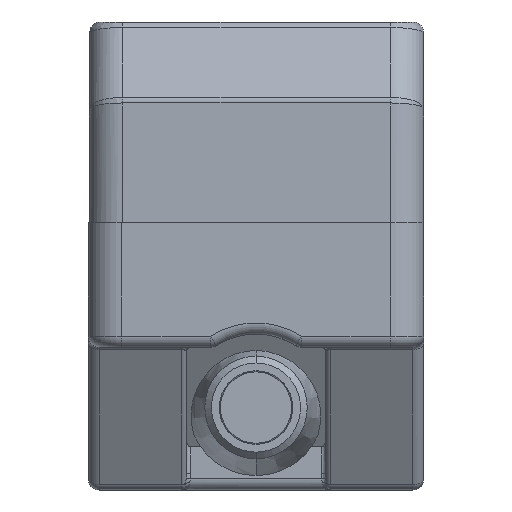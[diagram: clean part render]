
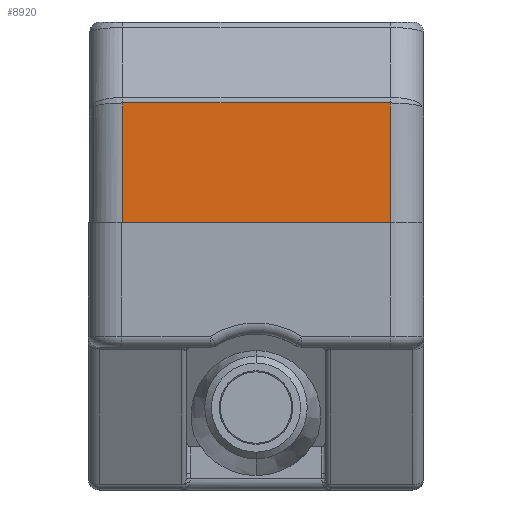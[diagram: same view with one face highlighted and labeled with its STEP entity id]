
A CAD part, front view. The second image highlights one B-rep face of the part: STEP entity #8920.
In plain terms, the highlighted planar face has unit normal (0, -1, 0).
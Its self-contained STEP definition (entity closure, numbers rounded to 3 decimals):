
#569=DIRECTION('',(0.,0.,-1.));
#570=VECTOR('',#569,5.366);
#571=CARTESIAN_POINT('',(6.,-17.25,5.366));
#572=LINE('',#571,#570);
#577=DIRECTION('',(-1.,0.,0.));
#578=VECTOR('',#577,12.);
#579=CARTESIAN_POINT('',(6.,-17.25,0.));
#580=LINE('',#579,#578);
#590=DIRECTION('',(0.,0.,1.));
#591=VECTOR('',#590,5.366);
#592=CARTESIAN_POINT('',(-6.,-17.25,0.));
#593=LINE('',#592,#591);
#594=CARTESIAN_POINT('',(-6.,-17.25,5.366));
#788=DIRECTION('',(-1.,0.,0.));
#789=VECTOR('',#788,12.);
#790=CARTESIAN_POINT('',(6.,-17.25,5.366));
#791=LINE('',#790,#789);
#6899=VERTEX_POINT('',#594);
#6902=CARTESIAN_POINT('',(6.,-17.25,5.366));
#6903=VERTEX_POINT('',#6902);
#7884=CARTESIAN_POINT('',(6.,-17.25,0.));
#7885=CARTESIAN_POINT('',(-6.,-17.25,0.));
#7886=VERTEX_POINT('',#7884);
#7887=VERTEX_POINT('',#7885);
#8907=CARTESIAN_POINT('',(7.5,-17.25,0.));
#8908=DIRECTION('',(0.,-1.,0.));
#8909=DIRECTION('',(0.,0.,1.));
#8910=AXIS2_PLACEMENT_3D('',#8907,#8908,#8909);
#8911=PLANE('',#8910);
#8912=ORIENTED_EDGE('',*,*,#8334,.T.);
#8914=ORIENTED_EDGE('',*,*,#8913,.T.);
#8916=ORIENTED_EDGE('',*,*,#8915,.F.);
#8917=ORIENTED_EDGE('',*,*,#8900,.T.);
#8918=EDGE_LOOP('',(#8912,#8914,#8916,#8917));
#8919=FACE_OUTER_BOUND('',#8918,.F.);
#8920=ADVANCED_FACE('',(#8919),#8911,.T.);
#8334=EDGE_CURVE('',#7886,#7887,#580,.T.);
#8900=EDGE_CURVE('',#6903,#7886,#572,.T.);
#8913=EDGE_CURVE('',#7887,#6899,#593,.T.);
#8915=EDGE_CURVE('',#6903,#6899,#791,.T.);
